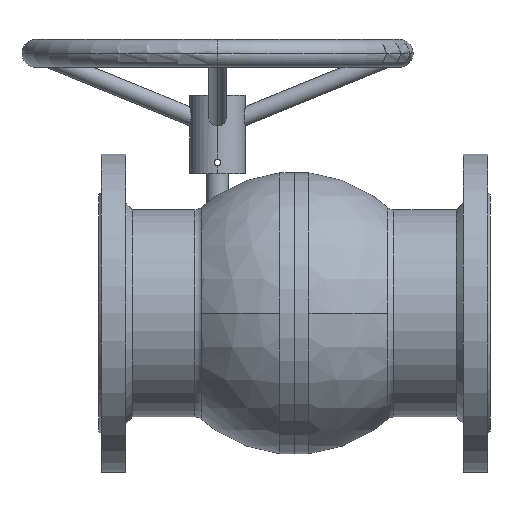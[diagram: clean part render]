
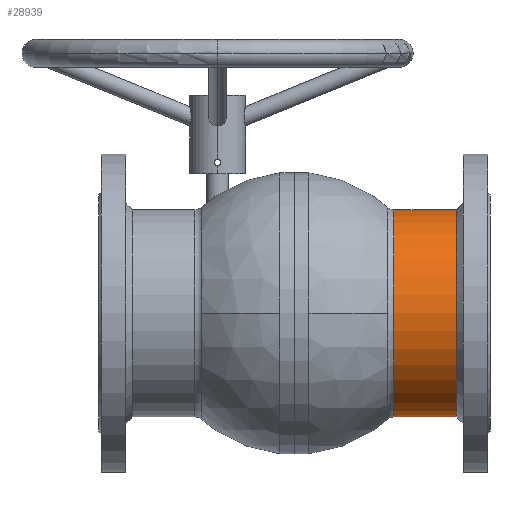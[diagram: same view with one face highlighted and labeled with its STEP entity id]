
A CAD part, front view. The second image highlights one B-rep face of the part: STEP entity #28939.
In plain terms, the highlighted cylindrical face has radius 92.8 mm (diameter 185.6 mm), a partial arc.
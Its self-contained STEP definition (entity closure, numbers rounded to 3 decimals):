
#933 = CARTESIAN_POINT ( 'NONE',  ( 89.01, 71.142, -92.8 ) ) ;
#1765 = ORIENTED_EDGE ( 'NONE', *, *, #35268, .F. ) ;
#2297 = CARTESIAN_POINT ( 'NONE',  ( 229.748, 71.142, -92.8 ) ) ;
#3139 = VECTOR ( 'NONE', #20448, 1000. ) ;
#4609 = LINE ( 'NONE', #2297, #8427 ) ;
#4753 = AXIS2_PLACEMENT_3D ( 'NONE', #6963, #31347, #13689 ) ;
#4905 = CARTESIAN_POINT ( 'NONE',  ( 89.01, 71.142, 0. ) ) ;
#6781 = FACE_OUTER_BOUND ( 'NONE', #11889, .T. ) ;
#6963 = CARTESIAN_POINT ( 'NONE',  ( 229.748, 71.142, 0. ) ) ;
#8427 = VECTOR ( 'NONE', #34365, 1000. ) ;
#8654 = CARTESIAN_POINT ( 'NONE',  ( 165.5, 71.142, -92.8 ) ) ;
#9486 = CARTESIAN_POINT ( 'NONE',  ( 229.748, 71.142, 92.8 ) ) ;
#9845 = CYLINDRICAL_SURFACE ( 'NONE', #4753, 92.8 ) ;
#10054 = EDGE_CURVE ( 'NONE', #10509, #32032, #32772, .T. ) ;
#10509 = VERTEX_POINT ( 'NONE', #8654 ) ;
#10695 = AXIS2_PLACEMENT_3D ( 'NONE', #13403, #33943, #24363 ) ;
#11889 = EDGE_LOOP ( 'NONE', ( #31889, #36212, #28888, #1765 ) ) ;
#13403 = CARTESIAN_POINT ( 'NONE',  ( 165.5, 71.142, 0. ) ) ;
#13689 = DIRECTION ( 'NONE',  ( 0., 0., 1. ) ) ;
#17292 = VERTEX_POINT ( 'NONE', #28078 ) ;
#20448 = DIRECTION ( 'NONE',  ( 1., 0., 0. ) ) ;
#20520 = CARTESIAN_POINT ( 'NONE',  ( 165.5, 71.142, 92.8 ) ) ;
#21918 = VERTEX_POINT ( 'NONE', #933 ) ;
#24225 = CIRCLE ( 'NONE', #37113, 92.8 ) ;
#24363 = DIRECTION ( 'NONE',  ( 0., 0., -1. ) ) ;
#25273 = DIRECTION ( 'NONE',  ( 1., 0., 0. ) ) ;
#28078 = CARTESIAN_POINT ( 'NONE',  ( 89.01, 71.142, 92.8 ) ) ;
#28888 = ORIENTED_EDGE ( 'NONE', *, *, #10054, .T. ) ;
#28939 = ADVANCED_FACE ( 'NONE', ( #6781 ), #9845, .T. ) ;
#31347 = DIRECTION ( 'NONE',  ( 1., 0., 0. ) ) ;
#31889 = ORIENTED_EDGE ( 'NONE', *, *, #34531, .T. ) ;
#32032 = VERTEX_POINT ( 'NONE', #20520 ) ;
#32772 = CIRCLE ( 'NONE', #10695, 92.8 ) ;
#33272 = EDGE_CURVE ( 'NONE', #21918, #10509, #4609, .T. ) ;
#33943 = DIRECTION ( 'NONE',  ( -1., 0., 0. ) ) ;
#34365 = DIRECTION ( 'NONE',  ( 1., 0., 0. ) ) ;
#34531 = EDGE_CURVE ( 'NONE', #17292, #21918, #24225, .T. ) ;
#35268 = EDGE_CURVE ( 'NONE', #17292, #32032, #35811, .T. ) ;
#35811 = LINE ( 'NONE', #9486, #3139 ) ;
#36212 = ORIENTED_EDGE ( 'NONE', *, *, #33272, .T. ) ;
#37113 = AXIS2_PLACEMENT_3D ( 'NONE', #4905, #25273, #37176 ) ;
#37176 = DIRECTION ( 'NONE',  ( 0., 0., 1. ) ) ;
